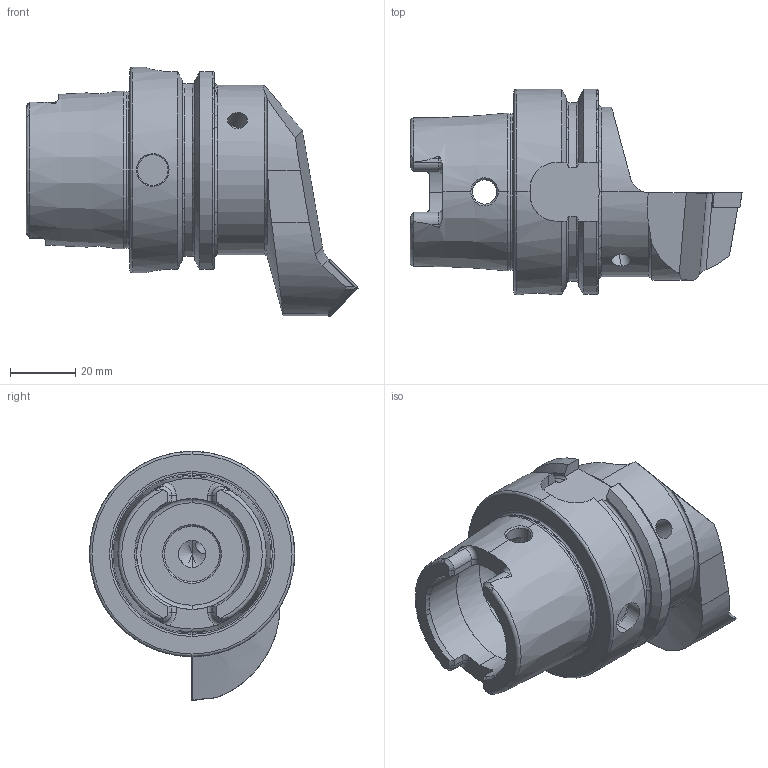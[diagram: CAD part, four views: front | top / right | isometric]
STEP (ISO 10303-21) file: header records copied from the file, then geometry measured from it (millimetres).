
FILE_DESCRIPTION (( 'STEP AP214' ), '1' );
FILE_NAME ('HA6.KSB.RSA.070.STEP', '2020-09-11T05:19:28', ( '' ), ( '' ), 'SwSTEP 2.0', 'SolidWorks 2017', '' );
FILE_SCHEMA (( 'AUTOMOTIVE_DESIGN' ));
Length unit declared in the file: millimetre
Products named in the file (4): SCMT120404; HA6.KSB.RSA.070; WCC-ER2.001.010_A; HA6-KSB.RSA.070_A_Fertigbearbeitung
Assembly tree (3 placements, depth 2):
  HA6.KSB.RSA.070
    HA6-KSB.RSA.070_A_Fertigbearbeitung
    SCMT120404
    WCC-ER2.001.010_A
Bounding box: 101.9 x 63 x 76.5 mm (x, y, z)
Volume: 125772 mm3; surface area: 29324.9 mm2
Topology: 3 solids, 3 shells, 288 faces, 772 edges, 476 vertices
Faces by surface type: cylinder 84, plane 78, cone 62, torus 40, bspline 24
Entity records: 12220 total; most frequent: CARTESIAN_POINT 4084, ORIENTED_EDGE 1512, DIRECTION 1297, EDGE_CURVE 756, AXIS2_PLACEMENT_3D 512, VERTEX_POINT 476, EDGE_LOOP 300, FACE_OUTER_BOUND 288
